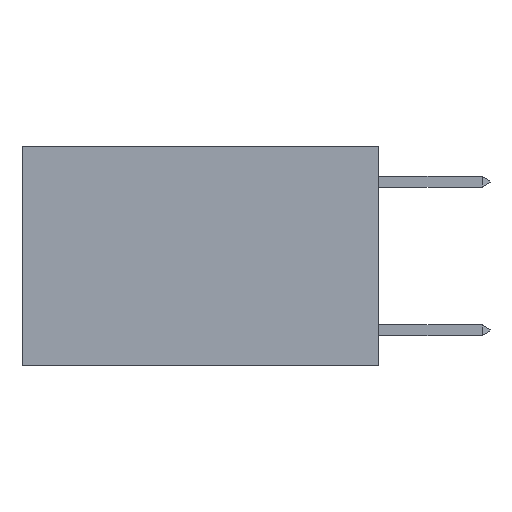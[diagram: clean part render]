
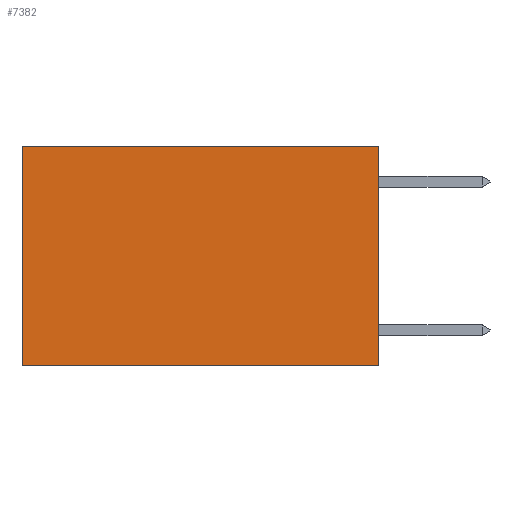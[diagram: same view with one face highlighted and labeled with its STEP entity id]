
A CAD part, left-side view. The second image highlights one B-rep face of the part: STEP entity #7382.
In plain terms, the highlighted planar face has unit normal (-1, 0, 0).
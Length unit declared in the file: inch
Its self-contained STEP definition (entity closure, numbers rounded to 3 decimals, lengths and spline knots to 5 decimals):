
#29 = EDGE_CURVE ( 'NONE', #4591, #27431, #20805, .T. ) ;
#403 = AXIS2_PLACEMENT_3D ( 'NONE', #22686, #8857, #23867 ) ;
#645 = VECTOR ( 'NONE', #13271, 39.37008 ) ;
#2194 = EDGE_LOOP ( 'NONE', ( #27522, #22210, #7399, #9397 ) ) ;
#3533 = CARTESIAN_POINT ( 'NONE',  ( 0.2625, 0.6, 0. ) ) ;
#4591 = VERTEX_POINT ( 'NONE', #4778 ) ;
#4778 = CARTESIAN_POINT ( 'NONE',  ( 0.2625, 0., -0.37 ) ) ;
#4869 = CARTESIAN_POINT ( 'NONE',  ( 0.2625, 0.6, -0.37 ) ) ;
#5712 = LINE ( 'NONE', #26470, #10007 ) ;
#7320 = CARTESIAN_POINT ( 'NONE',  ( 0.2625, 0., 0. ) ) ;
#7382 = ADVANCED_FACE ( 'NONE', ( #19376 ), #29541, .F. ) ;
#7399 = ORIENTED_EDGE ( 'NONE', *, *, #21252, .F. ) ;
#8427 = DIRECTION ( 'NONE',  ( 0., 0., -1. ) ) ;
#8857 = DIRECTION ( 'NONE',  ( 1., 0., 0. ) ) ;
#9397 = ORIENTED_EDGE ( 'NONE', *, *, #13454, .T. ) ;
#10007 = VECTOR ( 'NONE', #8427, 39.37008 ) ;
#11141 = LINE ( 'NONE', #13992, #17652 ) ;
#13271 = DIRECTION ( 'NONE',  ( 0., 1., 0. ) ) ;
#13454 = EDGE_CURVE ( 'NONE', #18201, #21158, #27599, .T. ) ;
#13992 = CARTESIAN_POINT ( 'NONE',  ( 0.2625, 0.6, 0. ) ) ;
#14464 = CARTESIAN_POINT ( 'NONE',  ( 0.2625, 0., 0. ) ) ;
#17184 = DIRECTION ( 'NONE',  ( 0., 1., 0. ) ) ;
#17622 = CARTESIAN_POINT ( 'NONE',  ( 0.2625, 0., -0.37 ) ) ;
#17652 = VECTOR ( 'NONE', #20916, 39.37008 ) ;
#18201 = VERTEX_POINT ( 'NONE', #7320 ) ;
#18587 = VECTOR ( 'NONE', #17184, 39.37008 ) ;
#19376 = FACE_OUTER_BOUND ( 'NONE', #2194, .T. ) ;
#19691 = EDGE_CURVE ( 'NONE', #21158, #27431, #11141, .T. ) ;
#20805 = LINE ( 'NONE', #17622, #645 ) ;
#20916 = DIRECTION ( 'NONE',  ( 0., 0., -1. ) ) ;
#21158 = VERTEX_POINT ( 'NONE', #3533 ) ;
#21252 = EDGE_CURVE ( 'NONE', #18201, #4591, #5712, .T. ) ;
#22210 = ORIENTED_EDGE ( 'NONE', *, *, #29, .F. ) ;
#22686 = CARTESIAN_POINT ( 'NONE',  ( 0.2625, 0., 0. ) ) ;
#23867 = DIRECTION ( 'NONE',  ( 0., 0., -1. ) ) ;
#26470 = CARTESIAN_POINT ( 'NONE',  ( 0.2625, 0., 0. ) ) ;
#27431 = VERTEX_POINT ( 'NONE', #4869 ) ;
#27522 = ORIENTED_EDGE ( 'NONE', *, *, #19691, .T. ) ;
#27599 = LINE ( 'NONE', #14464, #18587 ) ;
#29541 = PLANE ( 'NONE',  #403 ) ;
